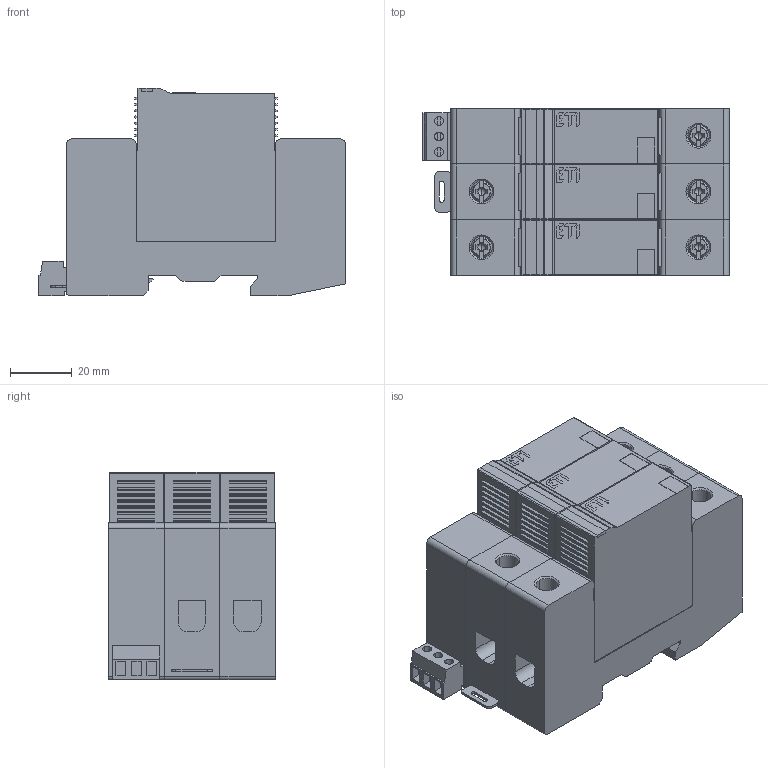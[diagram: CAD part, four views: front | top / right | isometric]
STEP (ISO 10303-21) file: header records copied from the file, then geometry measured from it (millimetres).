
FILE_DESCRIPTION((''),'2;1');
FILE_NAME('ETITEC_V_T2_3_0_RC_ASM','2025-03-24T12:55:26',('klemen.sitar'),('Audax d.o.o.'),'CREO PARAMETRIC BY PTC INC, 2021304','CREO PARAMETRIC BY PTC INC, 2021304','');
FILE_SCHEMA(('AP242_MANAGED_MODEL_BASED_3D_ENGINEERING_MIM_LF { 1 0 10303 442 1 1 4 }'));
Products named in the file (86): ETITEC_V_T12_28012_5_2_0_1__122; 2_0_ORIGINAL_ASM_1_1_ASM_1_1_55_ASM; PRT0015_1_1_1_1_1_1_1_2_1_1; ASM0017_ASM_1_1_ASM_1_1_ASM_1_9_ASM; ASM0018_ASM_1_1_ASM_1_ASM_1_1_4_ASM; ETITEC_V_T12_28012_5_2_0_1__123; 2_0_ORIGINAL_ASM_1_1_ASM_1_1_56_ASM; PRT0011_1_1_2_3_4_1_1_1_1_1_1_1; PRT0011_1_1_2_3_4_2_1_1_1_1_1_1; PRT0011_1_1_2_3_4_3_1_1_1_1_1_1; PRT0011_1_1_2_3_4_ASM_1_1_ASM_6_ASM; PRT0014_1_1_2_1_1_1_1_1_2_1_1; PRT0015_1_1_2_1_1_1_1_1_2_1_1; ASM0017_ASM_1_1_2_ASM_1_1_ASM_8_ASM; ASM0019_ASM_1_1_ASM_1_ASM_1_1_4_ASM; ASM0020_ASM_1_1_ASM_1_ASM_1_1_4; ASM0014_ASM_1_1_ASM_1_ASM_1_1_4_ASM; ETITEC_V_T12_28012_5_2_0_1__126; 2_0_ORIGINAL_ASM_1_1_ASM_1_1_57_ASM; PRT0014_1_1_1_1_2_1_1_1_2_1_1; PRT0015_1_1_1_1_2_1_1_1_2_1_1; ASM0017_ASM_1_1_ASM_1_1_2_ASM_8_ASM; ASM0018_ASM_1_1_2_ASM_1_ASM_1_6_ASM; ASM0014_ASM_1_1_2_ASM_1_ASM_1_6_ASM; ASM0025_ASM_1_ASM_1_1_2_ASM_1_A_ASM; ASM0022_ASM_1_ASM_1_1_2_ASM_1_A_ASM; ETITEC_V_T12_3_0_ASM_1_1_2_ASM__ASM; RC_1_1_1_1_2_3_1_1; RC_SCREW_1_1_2_3_1_1; PRT0017_1_1_2_3_1_1; PRT0018_1_1_2_3_1_1; ASM0033_ASM_1_1_2_3_ASM_1_ASM_1_ASM; ASM0040_ASM_1_ASM_1_ASM; ASM0039_ASM_1_ASM_1_ASM; ETITEC_V_T12_28012_5_2_0_1___14; 2_0_ORIGINAL_ASM_1_ASM_1_ASM_71_ASM; 2_0_ONLY_ONE_POLE_ASM_1_ASM__62_ASM; PRT0010_1_1_1_1_2_3_4_1_1_2__18; TMP_DWG_65_1_1_1_2_1_2_3_1_2_74; TMP_DWG_65_1_2_1_2_1_2_3_1_2_74 ...
Assembly tree (85 placements, depth 12):
  ETITEC_V_T2_3_0_RC_ASM
    ASM0039_ASM_1_ASM_1_ASM
      ETITEC_V_T12_3_0_ASM_1_1_2_ASM__ASM
        ASM0022_ASM_1_ASM_1_1_2_ASM_1_A_ASM
          ASM0014_ASM_1_1_ASM_1_ASM_1_1_4_ASM
            ASM0018_ASM_1_1_ASM_1_ASM_1_1_4_ASM
              ASM0017_ASM_1_1_ASM_1_1_ASM_1_9_ASM
                2_0_ORIGINAL_ASM_1_1_ASM_1_1_55_ASM
                  ETITEC_V_T12_28012_5_2_0_1__122
                PRT0015_1_1_1_1_1_1_1_2_1_1
            ASM0019_ASM_1_1_ASM_1_ASM_1_1_4_ASM
              ASM0017_ASM_1_1_2_ASM_1_1_ASM_8_ASM
                2_0_ORIGINAL_ASM_1_1_ASM_1_1_56_ASM
                  ETITEC_V_T12_28012_5_2_0_1__123
                PRT0011_1_1_2_3_4_ASM_1_1_ASM_6_ASM
                  PRT0011_1_1_2_3_4_1_1_1_1_1_1_1
                  PRT0011_1_1_2_3_4_2_1_1_1_1_1_1
                  PRT0011_1_1_2_3_4_3_1_1_1_1_1_1
                PRT0014_1_1_2_1_1_1_1_1_2_1_1
                PRT0015_1_1_2_1_1_1_1_1_2_1_1
            ASM0020_ASM_1_1_ASM_1_ASM_1_1_4
          ASM0025_ASM_1_ASM_1_1_2_ASM_1_A_ASM
            ASM0014_ASM_1_1_2_ASM_1_ASM_1_6_ASM
              ASM0018_ASM_1_1_2_ASM_1_ASM_1_6_ASM
                ASM0017_ASM_1_1_ASM_1_1_2_ASM_8_ASM
                  2_0_ORIGINAL_ASM_1_1_ASM_1_1_57_ASM
                  PRT0014_1_1_1_1_2_1_1_1_2_1_1
                  PRT0015_1_1_1_1_2_1_1_1_2_1_1
      ASM0040_ASM_1_ASM_1_ASM
        ASM0033_ASM_1_1_2_3_ASM_1_ASM_1_ASM
          RC_1_1_1_1_2_3_1_1
          RC_SCREW_1_1_2_3_1_1
          PRT0017_1_1_2_3_1_1
          PRT0018_1_1_2_3_1_1
    ASM0072_ASM_1_ASM
      ASM0062_ASM_1_1_2_3_4_5_ASM_1_ASM
        ASM0050_ASM_1_1_2_3_ASM_1_1_2_5_ASM
          ETITEC_V_T2_2_0_ASM_1_ASM_1__10_ASM
            ASM0026_ASM_1_1_2_ASM_1_ASM__14_ASM
              ASM0014_ASM_1_1_2_3_ASM_1_1__17_ASM
                ASM0020_ASM_1_1_2_3_ASM_1_1__17_ASM
                  2_0_TEST_MODUL_ASM_1_1_ASM_1_35_ASM
    ASM0073_ASM_1_ASM
      ASM0062_ASM_1_1_2_3_4_5_6_ASM_1_ASM
        ASM0050_ASM_1_1_2_3_ASM_1_1_2_6_ASM
          ETITEC_V_T2_2_0_ASM_1_ASM_1__11_ASM
            ASM0026_ASM_1_1_2_ASM_1_ASM__15_ASM
              ASM0014_ASM_1_1_2_3_ASM_1_1__18_ASM
                ASM0020_ASM_1_1_2_3_ASM_1_1__18_ASM
                  2_0_TEST_MODUL_ASM_1_1_ASM_1_36_ASM
    ASM0074_ASM_1_ASM
      ASM0062_ASM_1_1_2_3_4_5_6_7_ASM_ASM
        ASM0050_ASM_1_1_2_3_ASM_1_1_2_7_ASM
          ETITEC_V_T2_2_0_ASM_1_ASM_1__12_ASM
            ASM0026_ASM_1_1_2_ASM_1_ASM__16_ASM
              ASM0014_ASM_1_1_2_3_ASM_1_1__19_ASM
                ASM0020_ASM_1_1_2_3_ASM_1_1__19_ASM
                  2_0_TEST_MODUL_ASM_1_1_ASM_1_37_ASM
Bounding box: 99 x 54 x 66.9 mm (x, y, z)
Volume: 258011 mm3; surface area: 68051.9 mm2
Topology: 30 solids, 30 shells, 951 faces, 2486 edges, 1656 vertices
Faces by surface type: plane 648, cylinder 209, cone 50, bspline 20, torus 14, sphere 10
Entity records: 50545 total; most frequent: CARTESIAN_POINT 7571, PRESENTATION_LAYER_ASSIGNMENT 6310, DIRECTION 5283, ORIENTED_EDGE 4952, PRESENTATION_STYLE_ASSIGNMENT 2686, STYLED_ITEM 2524, CURVE_STYLE 2476, EDGE_CURVE 2476
